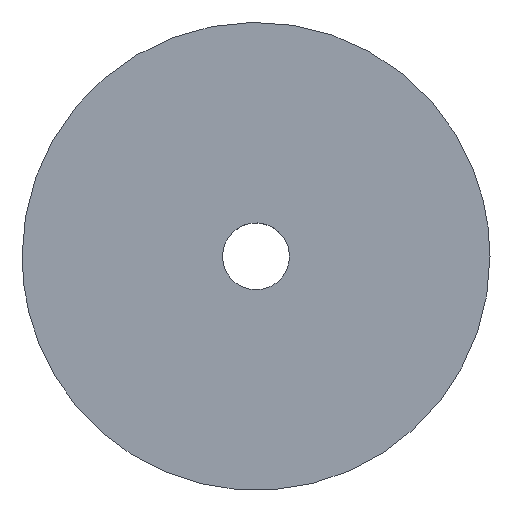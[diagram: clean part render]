
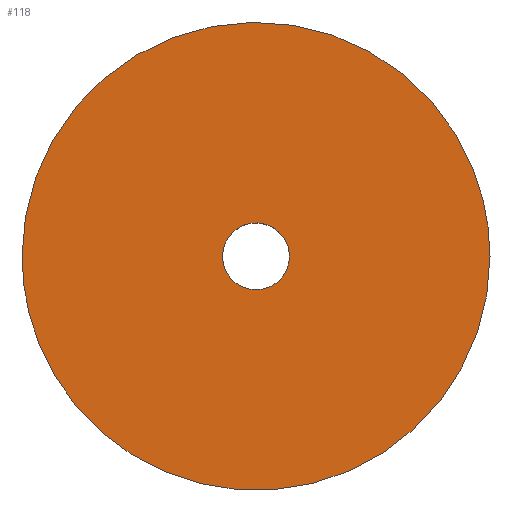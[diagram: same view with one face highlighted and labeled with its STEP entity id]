
A CAD part, top view. The second image highlights one B-rep face of the part: STEP entity #118.
In plain terms, the highlighted planar face has unit normal (0, 0, 1).
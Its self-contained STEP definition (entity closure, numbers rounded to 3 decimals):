
#118=ADVANCED_FACE('',(#195,#196),#194,.F.);
#194=PLANE('',#373);
#195=FACE_OUTER_BOUND('',#374,.T.);
#196=FACE_BOUND('',#375,.T.);
#370=CARTESIAN_POINT('',(16.8,-17.645,18.));
#371=DIRECTION('',(0.,0.,-1.));
#372=DIRECTION('',(-1.,0.,0.));
#373=AXIS2_PLACEMENT_3D('',#370,#371,#372);
#374=EDGE_LOOP('',(#530,#531,#532,#533,#534));
#375=EDGE_LOOP('',(#535,#536,#537));
#530=ORIENTED_EDGE('',*,*,#634,.F.);
#531=ORIENTED_EDGE('',*,*,#635,.F.);
#532=ORIENTED_EDGE('',*,*,#636,.F.);
#533=ORIENTED_EDGE('',*,*,#637,.F.);
#534=ORIENTED_EDGE('',*,*,#638,.F.);
#535=ORIENTED_EDGE('',*,*,#639,.T.);
#536=ORIENTED_EDGE('',*,*,#640,.T.);
#537=ORIENTED_EDGE('',*,*,#641,.T.);
#634=EDGE_CURVE('',#786,#787,#788,.T.);
#635=EDGE_CURVE('',#794,#786,#795,.T.);
#636=EDGE_CURVE('',#801,#794,#802,.T.);
#637=EDGE_CURVE('',#808,#801,#809,.T.);
#638=EDGE_CURVE('',#787,#808,#815,.T.);
#639=EDGE_CURVE('',#821,#822,#823,.T.);
#640=EDGE_CURVE('',#822,#829,#830,.T.);
#641=EDGE_CURVE('',#829,#821,#836,.T.);
#786=VERTEX_POINT('',#1152);
#787=VERTEX_POINT('',#1153);
#788=CIRCLE('',#1157,14.);
#794=VERTEX_POINT('',#1158);
#795=CIRCLE('',#1162,14.);
#801=VERTEX_POINT('',#1163);
#802=CIRCLE('',#1167,14.);
#808=VERTEX_POINT('',#1168);
#809=CIRCLE('',#1172,14.);
#815=CIRCLE('',#1176,14.);
#821=VERTEX_POINT('',#1177);
#822=VERTEX_POINT('',#1178);
#823=CIRCLE('',#1182,2.);
#829=VERTEX_POINT('',#1183);
#830=CIRCLE('',#1187,2.);
#836=CIRCLE('',#1191,2.);
#1152=CARTESIAN_POINT('',(-13.018,-5.151,18.));
#1153=CARTESIAN_POINT('',(-14.,0.,18.));
#1154=CARTESIAN_POINT('',(0.,0.,18.));
#1155=DIRECTION('',(0.,0.,-1.));
#1156=DIRECTION('',(0.93,0.368,0.));
#1157=AXIS2_PLACEMENT_3D('',#1154,#1155,#1156);
#1158=CARTESIAN_POINT('',(1.098,-13.957,18.));
#1159=CARTESIAN_POINT('',(0.,0.,18.));
#1160=DIRECTION('',(0.,0.,-1.));
#1161=DIRECTION('',(-0.078,0.997,0.));
#1162=AXIS2_PLACEMENT_3D('',#1159,#1160,#1161);
#1163=CARTESIAN_POINT('',(14.,0.,18.));
#1164=CARTESIAN_POINT('',(0.,0.,18.));
#1165=DIRECTION('',(0.,0.,-1.));
#1166=DIRECTION('',(-1.,0.,0.));
#1167=AXIS2_PLACEMENT_3D('',#1164,#1165,#1166);
#1168=CARTESIAN_POINT('',(13.018,5.151,18.));
#1169=CARTESIAN_POINT('',(0.,0.,18.));
#1170=DIRECTION('',(0.,0.,-1.));
#1171=DIRECTION('',(1.,0.,0.));
#1172=AXIS2_PLACEMENT_3D('',#1169,#1170,#1171);
#1173=CARTESIAN_POINT('',(0.,0.,18.));
#1174=DIRECTION('',(0.,0.,-1.));
#1175=DIRECTION('',(1.,0.,0.));
#1176=AXIS2_PLACEMENT_3D('',#1173,#1174,#1175);
#1177=CARTESIAN_POINT('',(-2.,0.,18.));
#1178=CARTESIAN_POINT('',(-0.236,1.986,18.));
#1179=CARTESIAN_POINT('',(0.,0.,18.));
#1180=DIRECTION('',(0.,0.,-1.));
#1181=DIRECTION('',(-1.,0.,0.));
#1182=AXIS2_PLACEMENT_3D('',#1179,#1180,#1181);
#1183=CARTESIAN_POINT('',(0.236,-1.986,18.));
#1184=CARTESIAN_POINT('',(0.,0.,18.));
#1185=DIRECTION('',(0.,0.,-1.));
#1186=DIRECTION('',(-1.,0.,0.));
#1187=AXIS2_PLACEMENT_3D('',#1184,#1185,#1186);
#1188=CARTESIAN_POINT('',(0.,0.,18.));
#1189=DIRECTION('',(0.,0.,-1.));
#1190=DIRECTION('',(-1.,0.,0.));
#1191=AXIS2_PLACEMENT_3D('',#1188,#1189,#1190);
